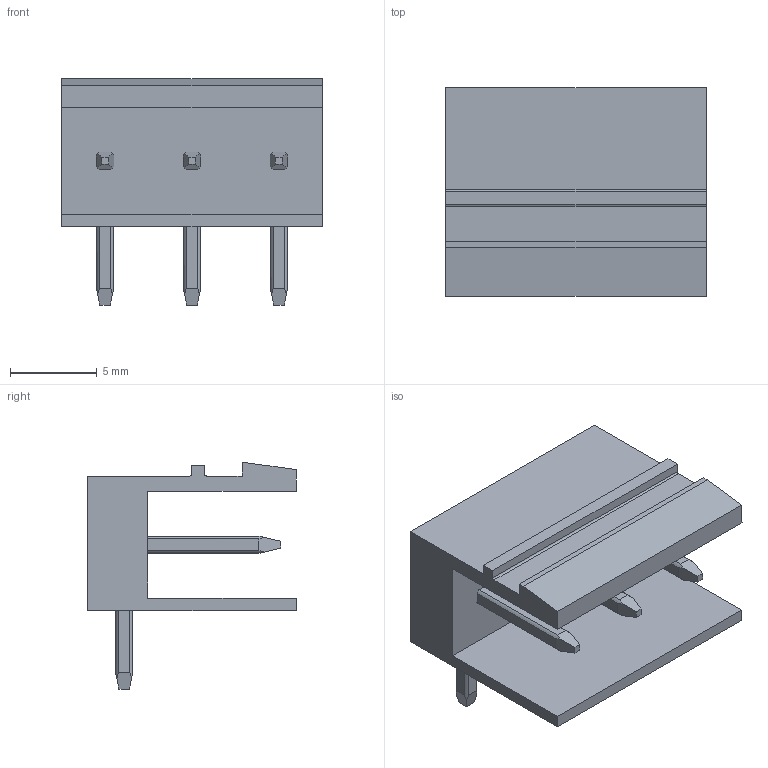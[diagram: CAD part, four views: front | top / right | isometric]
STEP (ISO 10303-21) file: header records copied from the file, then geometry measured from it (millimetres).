
FILE_DESCRIPTION(('CATIA V5 STEP Exchange','CAx-IF Rec.Pracs.--- Model Styling and Organization---1.4--- 2014-01-23'),'2;1');
FILE_NAME ('D1487375_0_1626000000_1626000000.stp','2021-05-17T09:25:49+00:00',('none'),('Weidmueller'),'CATIA Version 5-6 Release 2016 SP3 HF44','CATIA V5 STEP AP214','none');
FILE_SCHEMA(('AUTOMOTIVE_DESIGN { 1 0 10303 214 1 1 1 1 }'));
Length unit declared in the file: millimetre
Products named in the file (1): 1626000000
Bounding box: 15 x 12 x 13 mm (x, y, z)
Volume: 675.2 mm3; surface area: 1204.3 mm2
Topology: 4 solids, 4 shells, 133 faces, 369 edges, 244 vertices
Faces by surface type: plane 83, cylinder 50
Entity records: 4324 total; most frequent: CARTESIAN_POINT 960, ORIENTED_EDGE 738, DIRECTION 521, EDGE_CURVE 369, VECTOR 269, LINE 269, VERTEX_POINT 244, AXIS2_PLACEMENT_3D 141
